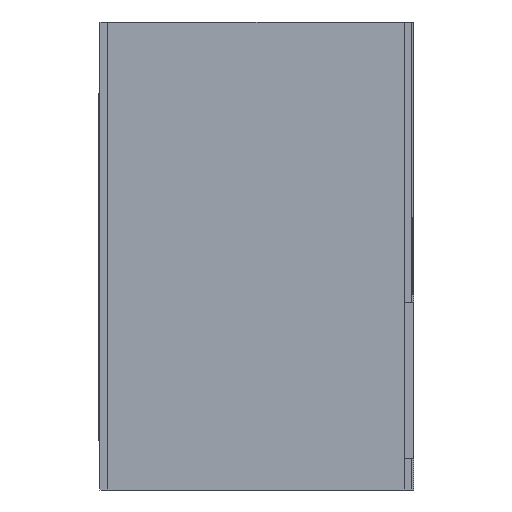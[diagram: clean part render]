
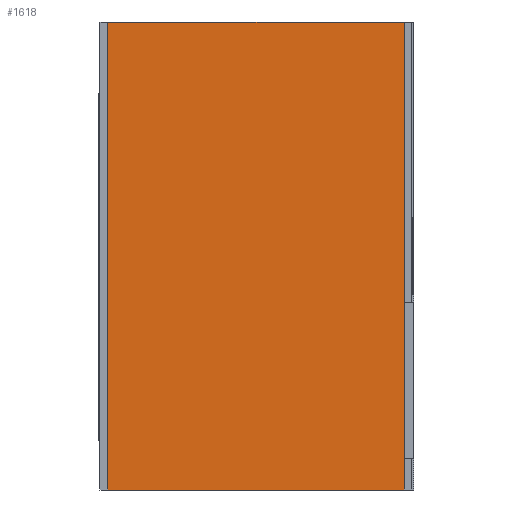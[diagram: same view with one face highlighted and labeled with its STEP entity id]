
A CAD part, left-side view. The second image highlights one B-rep face of the part: STEP entity #1618.
In plain terms, the highlighted planar face has unit normal (-1, 0, 0).
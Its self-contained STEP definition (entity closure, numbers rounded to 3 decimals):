
#22 = VECTOR ( 'NONE', #3058, 1000. ) ;
#161 = CARTESIAN_POINT ( 'NONE',  ( -3.5, 1.96, -1.5 ) ) ;
#219 = VECTOR ( 'NONE', #484, 1000. ) ;
#225 = VECTOR ( 'NONE', #1207, 1000. ) ;
#256 = VERTEX_POINT ( 'NONE', #1225 ) ;
#308 = LINE ( 'NONE', #161, #219 ) ;
#434 = CARTESIAN_POINT ( 'NONE',  ( -3.5, 0.01, -1.5 ) ) ;
#448 = LINE ( 'NONE', #1763, #225 ) ;
#484 = DIRECTION ( 'NONE',  ( 0., 0., 1. ) ) ;
#505 = FACE_OUTER_BOUND ( 'NONE', #586, .T. ) ;
#586 = EDGE_LOOP ( 'NONE', ( #918, #2524, #873, #3518 ) ) ;
#714 = DIRECTION ( 'NONE',  ( -1., 0., 0. ) ) ;
#750 = AXIS2_PLACEMENT_3D ( 'NONE', #434, #714, #2477 ) ;
#774 = LINE ( 'NONE', #3031, #22 ) ;
#873 = ORIENTED_EDGE ( 'NONE', *, *, #2400, .F. ) ;
#918 = ORIENTED_EDGE ( 'NONE', *, *, #1929, .F. ) ;
#932 = CARTESIAN_POINT ( 'NONE',  ( -3.5, 0.01, -1.5 ) ) ;
#1027 = PLANE ( 'NONE',  #750 ) ;
#1082 = VECTOR ( 'NONE', #2995, 1000. ) ;
#1110 = CARTESIAN_POINT ( 'NONE',  ( -3.5, 1.96, -1.5 ) ) ;
#1207 = DIRECTION ( 'NONE',  ( 0., 0., -1. ) ) ;
#1225 = CARTESIAN_POINT ( 'NONE',  ( -3.5, 1.96, 1.5 ) ) ;
#1618 = ADVANCED_FACE ( 'NONE', ( #505 ), #1027, .T. ) ;
#1763 = CARTESIAN_POINT ( 'NONE',  ( -3.5, 0.06, -1.3 ) ) ;
#1842 = CARTESIAN_POINT ( 'NONE',  ( -3.5, 0.06, 1.5 ) ) ;
#1929 = EDGE_CURVE ( 'NONE', #3471, #2144, #448, .T. ) ;
#2144 = VERTEX_POINT ( 'NONE', #3396 ) ;
#2400 = EDGE_CURVE ( 'NONE', #3204, #256, #308, .T. ) ;
#2477 = DIRECTION ( 'NONE',  ( 0., 0., 1. ) ) ;
#2524 = ORIENTED_EDGE ( 'NONE', *, *, #3695, .F. ) ;
#2747 = LINE ( 'NONE', #932, #1082 ) ;
#2995 = DIRECTION ( 'NONE',  ( 0., -1., 0. ) ) ;
#3031 = CARTESIAN_POINT ( 'NONE',  ( -3.5, 0.01, 1.5 ) ) ;
#3058 = DIRECTION ( 'NONE',  ( 0., -1., 0. ) ) ;
#3204 = VERTEX_POINT ( 'NONE', #1110 ) ;
#3396 = CARTESIAN_POINT ( 'NONE',  ( -3.5, 0.06, -1.5 ) ) ;
#3471 = VERTEX_POINT ( 'NONE', #1842 ) ;
#3518 = ORIENTED_EDGE ( 'NONE', *, *, #3554, .T. ) ;
#3554 = EDGE_CURVE ( 'NONE', #3204, #2144, #2747, .T. ) ;
#3695 = EDGE_CURVE ( 'NONE', #256, #3471, #774, .T. ) ;
